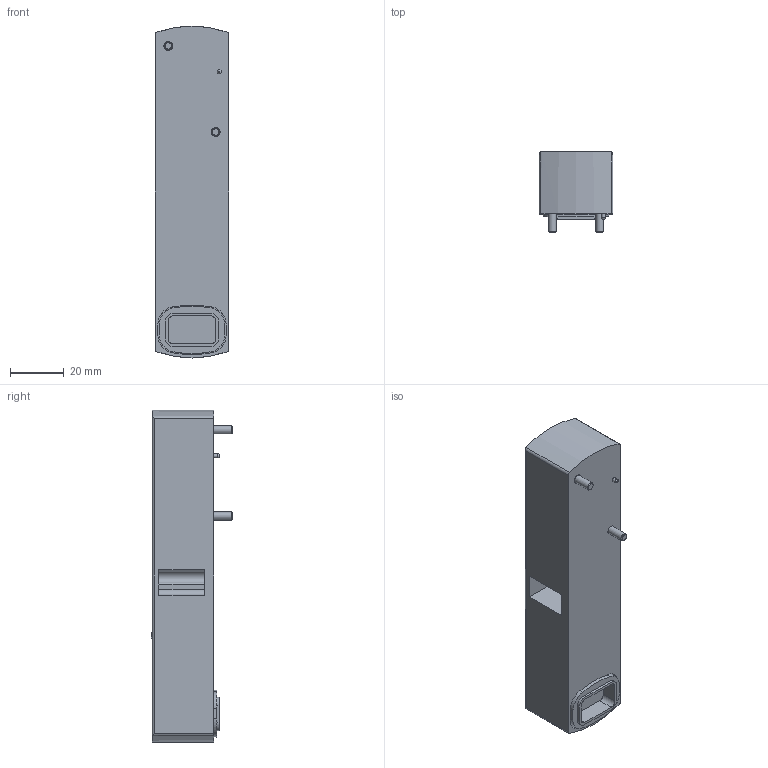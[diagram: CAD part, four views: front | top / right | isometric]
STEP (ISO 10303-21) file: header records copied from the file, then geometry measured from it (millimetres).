
FILE_DESCRIPTION(/* description */ ('STEP AP214'),/* implementation_level */ '2;1');
FILE_NAME(/* name */ '8047504_VABB-P11-27-T',/* time_stamp */ '2024-09-15T16:43:47+02:00',/* author */ ('License CC BY-ND 4.0'),/* organization */ ('CADENAS'),/* preprocessor_version */ 'ST-DEVELOPER v19.3',/* originating_system */ 'PARTsolutions',/* authorisation */ ' ');
FILE_SCHEMA (('AUTOMOTIVE_DESIGN {1 0 10303 214 3 1 1}'));
Length unit declared in the file: millimetre
Products named in the file (3): 8047504 VABB-P11-27-T; 8047504 VABB-P11-27-T---(part); 4023599 M3x27-10.9
Assembly tree (3 placements, depth 2):
  8047504 VABB-P11-27-T
    8047504 VABB-P11-27-T---(part)
    4023599 M3x27-10.9  x2
Bounding box: 27.5 x 30.3 x 123.4 mm (x, y, z)
Volume: 73482.2 mm3; surface area: 15999.8 mm2
Topology: 3 solids, 3 shells, 128 faces, 304 edges, 193 vertices
Faces by surface type: plane 71, cylinder 41, torus 11, cone 5
Full cylindrical faces by diameter (mm): 2.6 x2, 3 x2, 3.3 x2, 5.5 x2, 7.6 x2
Entity records: 3543 total; most frequent: CARTESIAN_POINT 567, DIRECTION 501, ORIENTED_EDGE 464, EDGE_CURVE 232, AXIS2_PLACEMENT_3D 185, VERTEX_POINT 159, LINE 131, VECTOR 131
